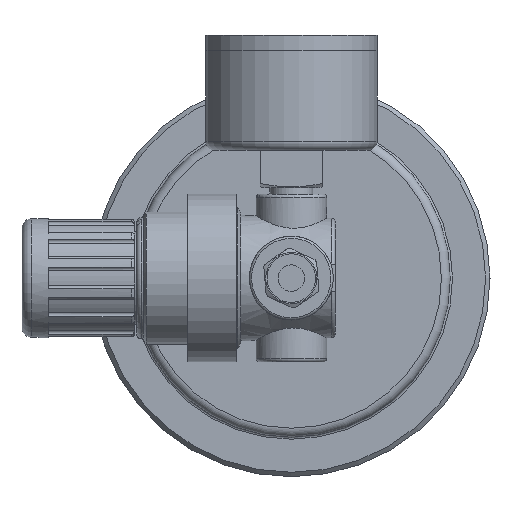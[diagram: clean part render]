
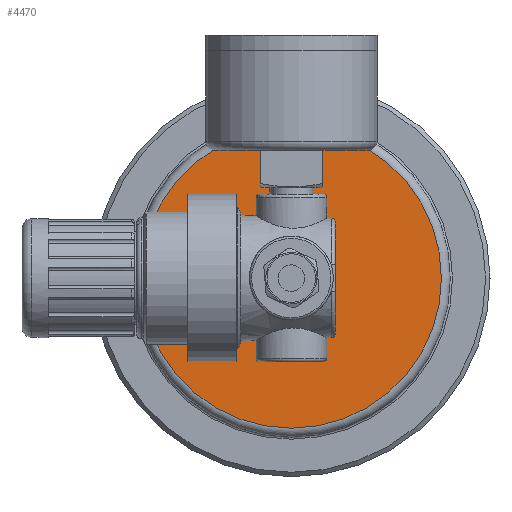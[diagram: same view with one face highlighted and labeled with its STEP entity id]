
A CAD part, left-side view. The second image highlights one B-rep face of the part: STEP entity #4470.
In plain terms, the highlighted planar face has unit normal (-1, 0, 0).
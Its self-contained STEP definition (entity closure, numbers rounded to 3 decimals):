
#765=FACE_BOUND('',#1285,.T.);
#1002=FACE_OUTER_BOUND('',#1284,.T.);
#1284=EDGE_LOOP('',(#3759));
#1285=EDGE_LOOP('',(#3760));
#1470=CIRCLE('',#4785,8.35);
#1574=CIRCLE('',#4984,34.);
#1811=VERTEX_POINT('',#7720);
#1970=VERTEX_POINT('',#13253);
#2314=EDGE_CURVE('',#1811,#1811,#1470,.T.);
#2569=EDGE_CURVE('',#1970,#1970,#1574,.T.);
#3759=ORIENTED_EDGE('',*,*,#2569,.T.);
#3760=ORIENTED_EDGE('',*,*,#2314,.T.);
#3971=PLANE('',#5000);
#4470=ADVANCED_FACE('',(#1002,#765),#3971,.T.);
#4785=AXIS2_PLACEMENT_3D('',#7722,#5687,#5688);
#4984=AXIS2_PLACEMENT_3D('',#13254,#6183,#6184);
#5000=AXIS2_PLACEMENT_3D('',#13282,#6222,#6223);
#5687=DIRECTION('center_axis',(1.,0.,0.));
#5688=DIRECTION('ref_axis',(0.,0.996,0.087));
#6183=DIRECTION('center_axis',(-1.,0.,0.));
#6184=DIRECTION('ref_axis',(0.,1.,0.));
#6222=DIRECTION('center_axis',(-1.,0.,0.));
#6223=DIRECTION('ref_axis',(0.,1.,0.));
#7720=CARTESIAN_POINT('',(-45.,-8.318,-0.728));
#7722=CARTESIAN_POINT('Origin',(-45.,0.,0.));
#13253=CARTESIAN_POINT('',(-45.,-34.,0.));
#13254=CARTESIAN_POINT('Origin',(-45.,0.,0.));
#13282=CARTESIAN_POINT('Origin',(-45.,3.,0.));
